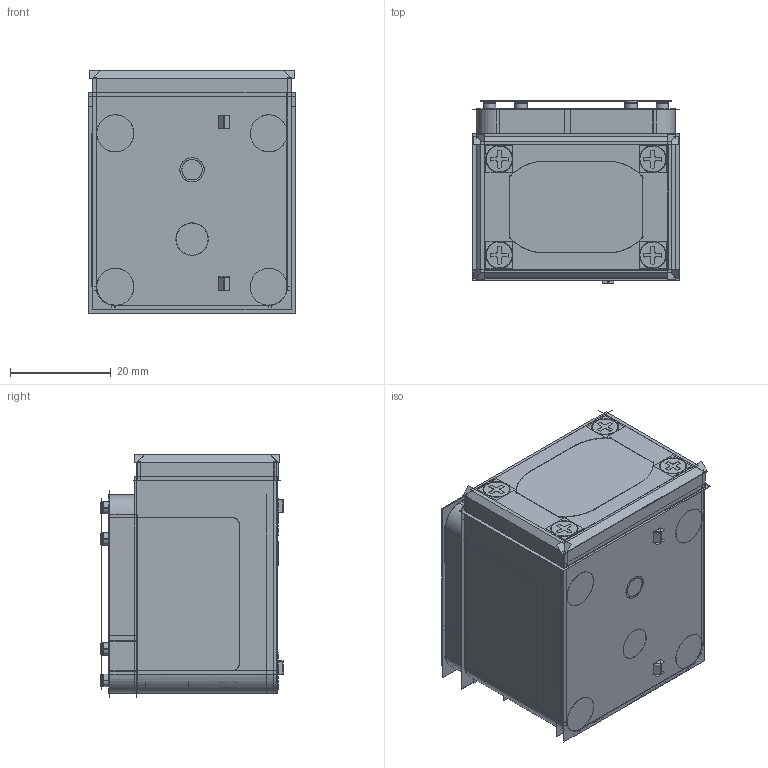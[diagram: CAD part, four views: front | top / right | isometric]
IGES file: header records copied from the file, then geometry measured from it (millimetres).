
Start section:  PTC IGES file: 214758.igs
Global section: file name: 214758.igs; native system: Creo Parametric by PTC Inc.; preprocessor: 2018300; author: pdmadmin; organization: Unknown; date: 20191022.073454; units: millimetre
Bounding box: 41.18 x 36.21 x 48.24 mm (x, y, z)
Volume: 29749 mm3; surface area: 163346.4 mm2
Topology: 8 solids, 9 shells, 986 faces, 4964 edges, 6311 vertices
Faces by surface type: revolution 554, bspline 432
